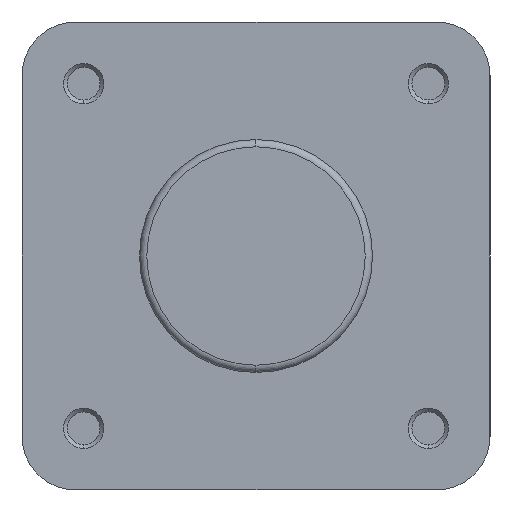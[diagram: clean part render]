
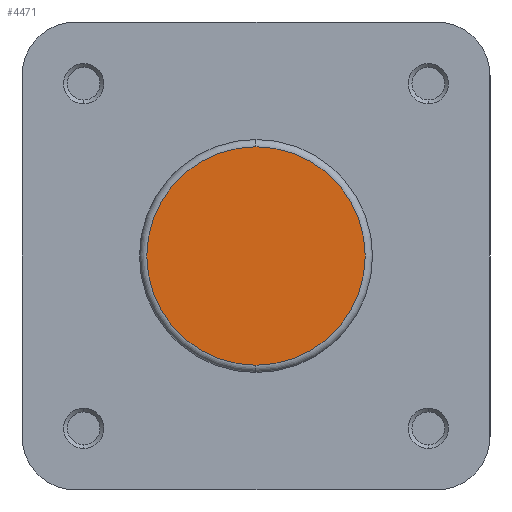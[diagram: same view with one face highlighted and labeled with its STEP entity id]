
A CAD part, left-side view. The second image highlights one B-rep face of the part: STEP entity #4471.
In plain terms, the highlighted planar face has unit normal (-1, 0, 0).
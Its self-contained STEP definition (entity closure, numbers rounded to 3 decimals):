
#69 = AXIS2_PLACEMENT_3D ( 'NONE', #1637, #1640, #1641 ) ;
#295 = CIRCLE ( 'NONE', #3071, 22.4 ) ;
#478 = CIRCLE ( 'NONE', #3106, 22.4 ) ;
#551 = EDGE_LOOP ( 'NONE', ( #2454, #2450 ) ) ;
#1097 = FACE_OUTER_BOUND ( 'NONE', #551, .T. ) ;
#1637 = CARTESIAN_POINT ( 'NONE',  ( 0., 23.9, 0. ) ) ;
#1638 = PLANE ( 'NONE',  #69 ) ;
#1640 = DIRECTION ( 'NONE',  ( 1., 0., 0. ) ) ;
#1641 = DIRECTION ( 'NONE',  ( 0., 0., -1. ) ) ;
#2450 = ORIENTED_EDGE ( 'NONE', *, *, #2764, .T. ) ;
#2454 = ORIENTED_EDGE ( 'NONE', *, *, #2827, .T. ) ;
#2764 = EDGE_CURVE ( 'NONE', #3261, #3252, #295, .T. ) ;
#2827 = EDGE_CURVE ( 'NONE', #3252, #3261, #478, .T. ) ;
#3071 = AXIS2_PLACEMENT_3D ( 'NONE', #3698, #3699, #3700 ) ;
#3106 = AXIS2_PLACEMENT_3D ( 'NONE', #3849, #3856, #3857 ) ;
#3252 = VERTEX_POINT ( 'NONE', #4410 ) ;
#3261 = VERTEX_POINT ( 'NONE', #4419 ) ;
#3698 = CARTESIAN_POINT ( 'NONE',  ( 0., 0., 0. ) ) ;
#3699 = DIRECTION ( 'NONE',  ( -1., 0., 0. ) ) ;
#3700 = DIRECTION ( 'NONE',  ( 0., 0., -1. ) ) ;
#3849 = CARTESIAN_POINT ( 'NONE',  ( 0., 0., 0. ) ) ;
#3856 = DIRECTION ( 'NONE',  ( -1., 0., 0. ) ) ;
#3857 = DIRECTION ( 'NONE',  ( 0., 0., -1. ) ) ;
#4410 = CARTESIAN_POINT ( 'NONE',  ( 0., 0., -22.4 ) ) ;
#4419 = CARTESIAN_POINT ( 'NONE',  ( 0., 0., 22.4 ) ) ;
#4471 = ADVANCED_FACE ( 'NONE', ( #1097 ), #1638, .F. ) ;
